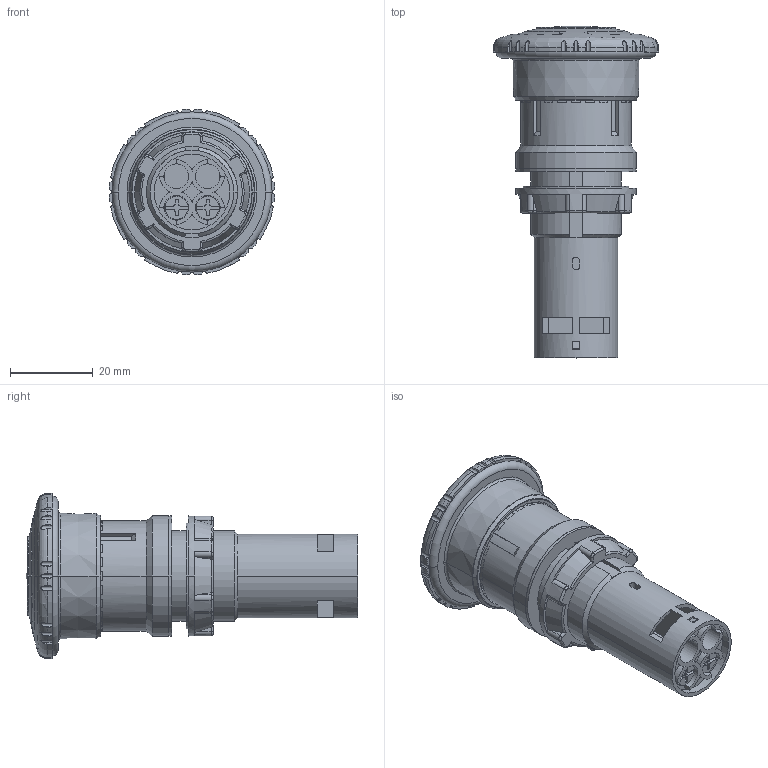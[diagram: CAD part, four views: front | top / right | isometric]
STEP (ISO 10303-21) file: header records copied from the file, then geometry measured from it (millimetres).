
FILE_DESCRIPTION((''),'2;1');
FILE_NAME('1','2024-06-26T',('Administrator'),('zyb.com'),'PRO/ENGINEER BY PARAMETRIC TECHNOLOGY CORPORATION, 2010280','PRO/ENGINEER BY PARAMETRIC TECHNOLOGY CORPORATION, 2010280','');
FILE_SCHEMA(('CONFIG_CONTROL_DESIGN','SHAPE_APPEARANCE_LAYERS_GROUPS'));
Length unit declared in the file: millimetre
Products named in the file (1): 1
Bounding box: 39.96 x 80.2 x 39.96 mm (x, y, z)
Volume: 37531.4 mm3; surface area: 13604.2 mm2
Topology: 4 solids, 4 shells, 535 faces, 1404 edges, 906 vertices
Faces by surface type: plane 280, cylinder 190, torus 31, cone 21, bspline 7, sphere 6
Entity records: 24295 total; most frequent: CARTESIAN_POINT 3830, DIRECTION 2827, ORIENTED_EDGE 2804, PRESENTATION_STYLE_ASSIGNMENT 1723, STYLED_ITEM 1406, CURVE_STYLE 1402, EDGE_CURVE 1402, AXIS2_PLACEMENT_3D 1059
